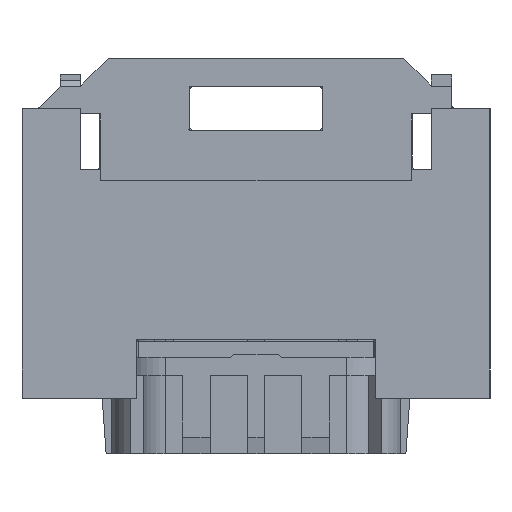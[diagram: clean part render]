
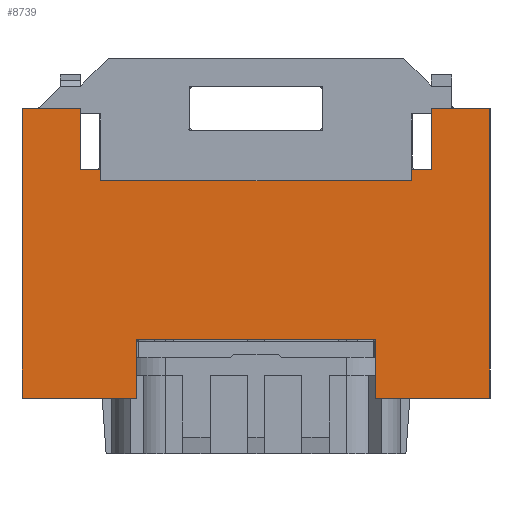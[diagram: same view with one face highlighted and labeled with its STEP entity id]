
A CAD part, left-side view. The second image highlights one B-rep face of the part: STEP entity #8739.
In plain terms, the highlighted planar face has unit normal (-1, 0, 0).
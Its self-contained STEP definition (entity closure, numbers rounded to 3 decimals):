
#7869=PLANE('',#30066);
#8739=ADVANCED_FACE('',(#10126),#7869,.T.);
#10126=FACE_OUTER_BOUND('',#11280,.T.);
#11280=EDGE_LOOP('',(#14648,#14649,#14650,#14651,#14652,#14653,#14654,#14655,
#14656,#14657,#14658,#14659,#14660,#14661,#14662,#14663));
#14648=ORIENTED_EDGE('',*,*,#22390,.F.);
#14649=ORIENTED_EDGE('',*,*,#21980,.F.);
#14650=ORIENTED_EDGE('',*,*,#21844,.F.);
#14651=ORIENTED_EDGE('',*,*,#21884,.T.);
#14652=ORIENTED_EDGE('',*,*,#22035,.T.);
#14653=ORIENTED_EDGE('',*,*,#21347,.T.);
#14654=ORIENTED_EDGE('',*,*,#22391,.T.);
#14655=ORIENTED_EDGE('',*,*,#22392,.T.);
#14656=ORIENTED_EDGE('',*,*,#22393,.F.);
#14657=ORIENTED_EDGE('',*,*,#21341,.F.);
#14658=ORIENTED_EDGE('',*,*,#21428,.T.);
#14659=ORIENTED_EDGE('',*,*,#21891,.T.);
#14660=ORIENTED_EDGE('',*,*,#21848,.T.);
#14661=ORIENTED_EDGE('',*,*,#21979,.F.);
#14662=ORIENTED_EDGE('',*,*,#22394,.F.);
#14663=ORIENTED_EDGE('',*,*,#22389,.F.);
#19211=VERTEX_POINT('',#37489);
#19212=VERTEX_POINT('',#37491);
#19217=VERTEX_POINT('',#37501);
#19218=VERTEX_POINT('',#37503);
#19298=VERTEX_POINT('',#37673);
#19643=VERTEX_POINT('',#38660);
#19644=VERTEX_POINT('',#38662);
#19645=VERTEX_POINT('',#38666);
#19646=VERTEX_POINT('',#38668);
#19675=VERTEX_POINT('',#38780);
#19740=VERTEX_POINT('',#39011);
#19741=VERTEX_POINT('',#39014);
#19943=VERTEX_POINT('',#40078);
#19949=VERTEX_POINT('',#40109);
#19950=VERTEX_POINT('',#40114);
#19951=VERTEX_POINT('',#40116);
#21341=EDGE_CURVE('',#19211,#19212,#24545,.T.);
#21347=EDGE_CURVE('',#19218,#19217,#24551,.T.);
#21428=EDGE_CURVE('',#19211,#19298,#24627,.T.);
#21844=EDGE_CURVE('',#19643,#19644,#24987,.T.);
#21848=EDGE_CURVE('',#19645,#19646,#24991,.T.);
#21884=EDGE_CURVE('',#19643,#19675,#25019,.T.);
#21891=EDGE_CURVE('',#19298,#19645,#25023,.T.);
#21979=EDGE_CURVE('',#19740,#19646,#25084,.T.);
#21980=EDGE_CURVE('',#19644,#19741,#25085,.T.);
#22035=EDGE_CURVE('',#19675,#19218,#25128,.T.);
#22389=EDGE_CURVE('',#19949,#19943,#25418,.T.);
#22390=EDGE_CURVE('',#19741,#19949,#25419,.T.);
#22391=EDGE_CURVE('',#19217,#19950,#25420,.T.);
#22392=EDGE_CURVE('',#19950,#19951,#25421,.T.);
#22393=EDGE_CURVE('',#19212,#19951,#25422,.T.);
#22394=EDGE_CURVE('',#19943,#19740,#25423,.T.);
#24545=LINE('',#37490,#27124);
#24551=LINE('',#37502,#27130);
#24627=LINE('',#37674,#27206);
#24987=LINE('',#38661,#27566);
#24991=LINE('',#38669,#27570);
#25019=LINE('',#38781,#27598);
#25023=LINE('',#38812,#27602);
#25084=LINE('',#39012,#27663);
#25085=LINE('',#39013,#27664);
#25128=LINE('',#39135,#27707);
#25418=LINE('',#40110,#27997);
#25419=LINE('',#40112,#27998);
#25420=LINE('',#40113,#27999);
#25421=LINE('',#40115,#28000);
#25422=LINE('',#40117,#28001);
#25423=LINE('',#40118,#28002);
#27124=VECTOR('',#31429,1.);
#27130=VECTOR('',#31435,1.);
#27206=VECTOR('',#31521,1.);
#27566=VECTOR('',#32075,1.);
#27570=VECTOR('',#32081,1.);
#27598=VECTOR('',#32125,1.);
#27602=VECTOR('',#32133,1.);
#27663=VECTOR('',#32250,1.);
#27664=VECTOR('',#32251,1.);
#27707=VECTOR('',#32346,1.);
#27997=VECTOR('',#33082,1.);
#27998=VECTOR('',#33085,1.);
#27999=VECTOR('',#33086,1.);
#28000=VECTOR('',#33087,1.);
#28001=VECTOR('',#33088,1.);
#28002=VECTOR('',#33089,1.);
#30066=AXIS2_PLACEMENT_3D('',#40119,#33090,#33091);
#31429=DIRECTION('',(0.,-1.,0.));
#31435=DIRECTION('',(0.,1.,0.));
#31521=DIRECTION('',(0.,0.,1.));
#32075=DIRECTION('',(0.,0.,-1.));
#32081=DIRECTION('',(0.,0.,-1.));
#32125=DIRECTION('',(0.,1.,0.));
#32133=DIRECTION('',(0.,1.,0.));
#32250=DIRECTION('',(0.,1.,0.));
#32251=DIRECTION('',(0.,1.,0.));
#32346=DIRECTION('',(0.,0.,-1.));
#33082=DIRECTION('',(0.,1.,0.));
#33085=DIRECTION('',(0.,0.,1.));
#33086=DIRECTION('',(0.,0.,-1.));
#33087=DIRECTION('',(0.,1.,0.));
#33088=DIRECTION('',(0.,0.,-1.));
#33089=DIRECTION('',(0.,0.,-1.));
#33090=DIRECTION('',(-1.,0.,0.));
#33091=DIRECTION('',(0.,1.,0.));
#37489=CARTESIAN_POINT('',(-5.125,60.125,29.475));
#37490=CARTESIAN_POINT('',(-5.125,55.375,29.475));
#37491=CARTESIAN_POINT('',(-5.125,58.325,29.475));
#37501=CARTESIAN_POINT('',(-5.125,30.425,29.475));
#37502=CARTESIAN_POINT('',(-5.125,60.125,29.475));
#37503=CARTESIAN_POINT('',(-5.125,28.625,29.475));
#37673=CARTESIAN_POINT('',(-5.125,60.125,34.975));
#37674=CARTESIAN_POINT('',(-5.125,60.125,29.475));
#38660=CARTESIAN_POINT('',(-5.125,23.375,34.975));
#38661=CARTESIAN_POINT('',(-5.125,23.375,24.175));
#38662=CARTESIAN_POINT('',(-5.125,23.375,8.975));
#38666=CARTESIAN_POINT('',(-5.125,65.375,34.975));
#38668=CARTESIAN_POINT('',(-5.125,65.375,8.975));
#38669=CARTESIAN_POINT('',(-5.125,65.375,8.975));
#38780=CARTESIAN_POINT('',(-5.125,28.625,34.975));
#38781=CARTESIAN_POINT('',(-5.125,23.375,34.975));
#38812=CARTESIAN_POINT('',(-5.125,23.375,34.975));
#39011=CARTESIAN_POINT('',(-5.125,55.125,8.975));
#39012=CARTESIAN_POINT('',(-5.125,55.375,8.975));
#39013=CARTESIAN_POINT('',(-5.125,55.375,8.975));
#39014=CARTESIAN_POINT('',(-5.125,33.625,8.975));
#39135=CARTESIAN_POINT('',(-5.125,28.625,29.475));
#40078=CARTESIAN_POINT('',(-5.125,55.125,14.275));
#40109=CARTESIAN_POINT('',(-5.125,33.625,14.275));
#40110=CARTESIAN_POINT('',(-5.125,55.375,14.275));
#40112=CARTESIAN_POINT('',(-5.125,33.625,24.175));
#40113=CARTESIAN_POINT('',(-5.125,30.425,28.475));
#40114=CARTESIAN_POINT('',(-5.125,30.425,28.475));
#40115=CARTESIAN_POINT('',(-5.125,58.325,28.475));
#40116=CARTESIAN_POINT('',(-5.125,58.325,28.475));
#40117=CARTESIAN_POINT('',(-5.125,58.325,24.175));
#40118=CARTESIAN_POINT('',(-5.125,55.125,24.175));
#40119=CARTESIAN_POINT('',(-5.125,55.375,24.175));
